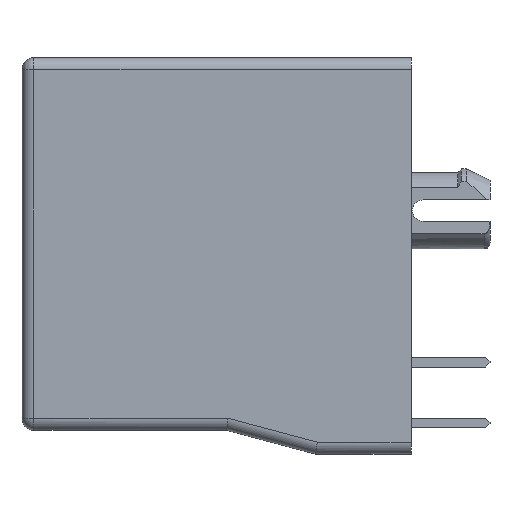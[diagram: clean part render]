
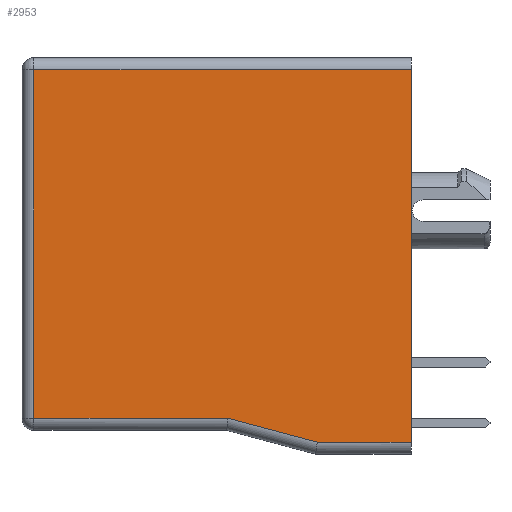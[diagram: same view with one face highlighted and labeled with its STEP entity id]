
A CAD part, left-side view. The second image highlights one B-rep face of the part: STEP entity #2953.
In plain terms, the highlighted planar face has unit normal (-1, 0, 0).
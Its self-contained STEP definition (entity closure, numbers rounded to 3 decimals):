
#1352 = VECTOR ( 'NONE', #1552, 1000. ) ;
#1435 = EDGE_CURVE ( 'NONE', #2851, #1626, #12492, .T. ) ;
#1552 = DIRECTION ( 'NONE',  ( 0., -1., 0. ) ) ;
#1571 = DIRECTION ( 'NONE',  ( 0., -1., 0. ) ) ;
#1586 = VERTEX_POINT ( 'NONE', #7115 ) ;
#1626 = VERTEX_POINT ( 'NONE', #5448 ) ;
#1649 = CARTESIAN_POINT ( 'NONE',  ( -7.6, 0., -7.8 ) ) ;
#2069 = CARTESIAN_POINT ( 'NONE',  ( -7.6, 0., 0. ) ) ;
#2151 = DIRECTION ( 'NONE',  ( 0., 0., -1. ) ) ;
#2571 = CARTESIAN_POINT ( 'NONE',  ( -7.6, 0., 7.8 ) ) ;
#2630 = ORIENTED_EDGE ( 'NONE', *, *, #7572, .T. ) ;
#2851 = VERTEX_POINT ( 'NONE', #2571 ) ;
#2953 = ADVANCED_FACE ( 'NONE', ( #8775 ), #11685, .F. ) ;
#2986 = ORIENTED_EDGE ( 'NONE', *, *, #1435, .F. ) ;
#3120 = DIRECTION ( 'NONE',  ( 0., 0., -1. ) ) ;
#3217 = CARTESIAN_POINT ( 'NONE',  ( -7.6, 2.214, -8.261 ) ) ;
#3311 = ORIENTED_EDGE ( 'NONE', *, *, #5005, .T. ) ;
#3340 = CARTESIAN_POINT ( 'NONE',  ( -7.6, 15.8, 7.8 ) ) ;
#4448 = CARTESIAN_POINT ( 'NONE',  ( -7.6, 0., -6.8 ) ) ;
#4980 = ORIENTED_EDGE ( 'NONE', *, *, #9746, .T. ) ;
#5005 = EDGE_CURVE ( 'NONE', #2851, #5661, #9474, .T. ) ;
#5448 = CARTESIAN_POINT ( 'NONE',  ( -7.6, 0., -7.8 ) ) ;
#5569 = VERTEX_POINT ( 'NONE', #9163 ) ;
#5661 = VERTEX_POINT ( 'NONE', #3340 ) ;
#5960 = DIRECTION ( 'NONE',  ( 0., -0.966, -0.259 ) ) ;
#5972 = LINE ( 'NONE', #3217, #12317 ) ;
#6280 = ORIENTED_EDGE ( 'NONE', *, *, #9276, .T. ) ;
#7115 = CARTESIAN_POINT ( 'NONE',  ( -7.6, 15.8, -6.8 ) ) ;
#7572 = EDGE_CURVE ( 'NONE', #10635, #1626, #10769, .T. ) ;
#7872 = CARTESIAN_POINT ( 'NONE',  ( -7.6, 0., 8.3 ) ) ;
#7876 = DIRECTION ( 'NONE',  ( 0., 1., 0. ) ) ;
#8172 = VECTOR ( 'NONE', #1571, 1000. ) ;
#8728 = CARTESIAN_POINT ( 'NONE',  ( -7.6, 0., 7.8 ) ) ;
#8775 = FACE_OUTER_BOUND ( 'NONE', #10962, .T. ) ;
#8843 = LINE ( 'NONE', #10861, #12318 ) ;
#9163 = CARTESIAN_POINT ( 'NONE',  ( -7.6, 7.666, -6.8 ) ) ;
#9276 = EDGE_CURVE ( 'NONE', #1586, #5569, #9770, .T. ) ;
#9474 = LINE ( 'NONE', #8728, #11889 ) ;
#9608 = ORIENTED_EDGE ( 'NONE', *, *, #12189, .T. ) ;
#9746 = EDGE_CURVE ( 'NONE', #5569, #10635, #5972, .T. ) ;
#9770 = LINE ( 'NONE', #4448, #1352 ) ;
#9911 = VECTOR ( 'NONE', #3120, 1000. ) ;
#10486 = AXIS2_PLACEMENT_3D ( 'NONE', #2069, #11465, #12414 ) ;
#10635 = VERTEX_POINT ( 'NONE', #11382 ) ;
#10769 = LINE ( 'NONE', #1649, #8172 ) ;
#10861 = CARTESIAN_POINT ( 'NONE',  ( -7.6, 15.8, 0. ) ) ;
#10962 = EDGE_LOOP ( 'NONE', ( #2986, #3311, #9608, #6280, #4980, #2630 ) ) ;
#11382 = CARTESIAN_POINT ( 'NONE',  ( -7.6, 3.934, -7.8 ) ) ;
#11465 = DIRECTION ( 'NONE',  ( 1., 0., 0. ) ) ;
#11685 = PLANE ( 'NONE',  #10486 ) ;
#11889 = VECTOR ( 'NONE', #7876, 1000. ) ;
#12189 = EDGE_CURVE ( 'NONE', #5661, #1586, #8843, .T. ) ;
#12317 = VECTOR ( 'NONE', #5960, 1000. ) ;
#12318 = VECTOR ( 'NONE', #2151, 1000. ) ;
#12414 = DIRECTION ( 'NONE',  ( 0., 0., -1. ) ) ;
#12492 = LINE ( 'NONE', #7872, #9911 ) ;
